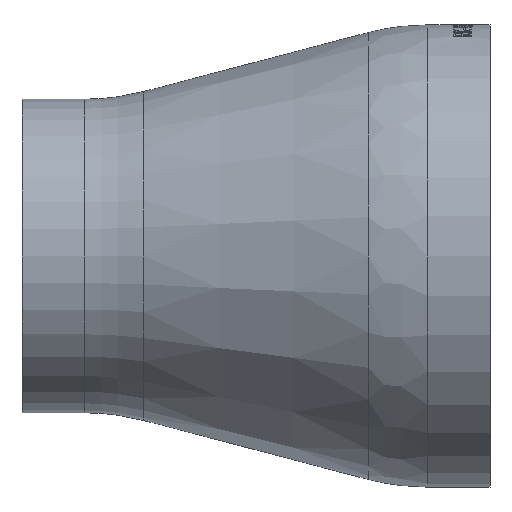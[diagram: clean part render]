
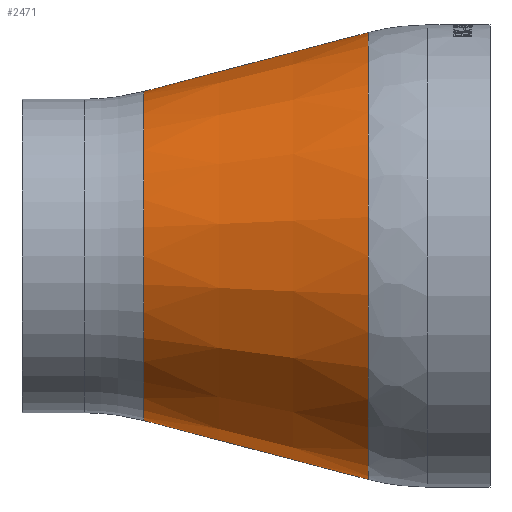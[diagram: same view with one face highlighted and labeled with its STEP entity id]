
A CAD part, left-side view. The second image highlights one B-rep face of the part: STEP entity #2471.
In plain terms, the highlighted conical face has half-angle 14.738 degrees and reference radius 31.631 mm.
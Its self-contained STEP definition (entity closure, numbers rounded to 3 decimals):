
#1487 = EDGE_LOOP ( 'NONE', ( #6702 ) ) ;
#2399 = FACE_BOUND ( 'NONE', #1487, .T. ) ;
#2471 = ADVANCED_FACE ( 'NONE', ( #6551, #2399 ), #2903, .T. ) ;
#2903 = CONICAL_SURFACE ( 'NONE', #14766, 31.631, 0.257 ) ;
#3518 = CIRCLE ( 'NONE', #5045, 31.631 ) ;
#3975 = CARTESIAN_POINT ( 'NONE',  ( 0., 66.552, 0. ) ) ;
#4717 = VERTEX_POINT ( 'NONE', #18016 ) ;
#4757 = AXIS2_PLACEMENT_3D ( 'NONE', #11640, #16255, #11433 ) ;
#5045 = AXIS2_PLACEMENT_3D ( 'NONE', #9687, #12662, #9623 ) ;
#5096 = CIRCLE ( 'NONE', #4757, 42.969 ) ;
#6551 = FACE_OUTER_BOUND ( 'NONE', #17001, .T. ) ;
#6702 = ORIENTED_EDGE ( 'NONE', *, *, #19232, .T. ) ;
#8745 = CARTESIAN_POINT ( 'NONE',  ( 0., 66.552, -31.631 ) ) ;
#9623 = DIRECTION ( 'NONE',  ( 0., 0., -1. ) ) ;
#9687 = CARTESIAN_POINT ( 'NONE',  ( 0., 66.552, 0. ) ) ;
#11433 = DIRECTION ( 'NONE',  ( 0., 0., -1. ) ) ;
#11640 = CARTESIAN_POINT ( 'NONE',  ( 0., 23.448, 0. ) ) ;
#12662 = DIRECTION ( 'NONE',  ( 0., -1., 0. ) ) ;
#14048 = EDGE_CURVE ( 'NONE', #4717, #4717, #5096, .T. ) ;
#14766 = AXIS2_PLACEMENT_3D ( 'NONE', #3975, #18014, #17946 ) ;
#15550 = ORIENTED_EDGE ( 'NONE', *, *, #14048, .F. ) ;
#15890 = VERTEX_POINT ( 'NONE', #8745 ) ;
#16255 = DIRECTION ( 'NONE',  ( 0., -1., 0. ) ) ;
#17001 = EDGE_LOOP ( 'NONE', ( #15550 ) ) ;
#17946 = DIRECTION ( 'NONE',  ( 0., 0., -1. ) ) ;
#18014 = DIRECTION ( 'NONE',  ( 0., -1., 0. ) ) ;
#18016 = CARTESIAN_POINT ( 'NONE',  ( 0., 23.448, -42.969 ) ) ;
#19232 = EDGE_CURVE ( 'NONE', #15890, #15890, #3518, .T. ) ;
